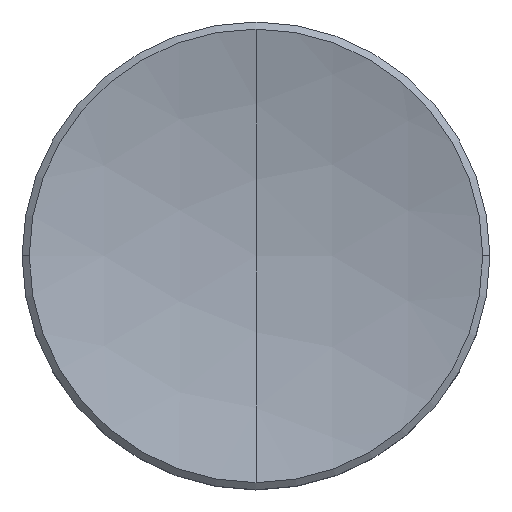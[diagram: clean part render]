
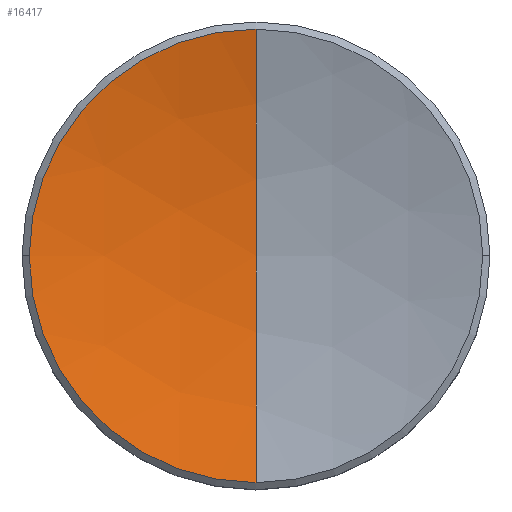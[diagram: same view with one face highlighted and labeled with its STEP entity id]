
A CAD part, top view. The second image highlights one B-rep face of the part: STEP entity #16417.
In plain terms, the highlighted spherical face has radius 24 mm.
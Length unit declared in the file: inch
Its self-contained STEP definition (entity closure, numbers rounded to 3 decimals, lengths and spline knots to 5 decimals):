
#3473 = DIRECTION ( 'NONE',  ( 0., 1., 0. ) ) ;
#3474 = SPHERICAL_SURFACE ( 'NONE', #3539, 0.94488 ) ;
#3495 = DIRECTION ( 'NONE',  ( 1., 0., 0. ) ) ;
#3496 = CARTESIAN_POINT ( 'NONE',  ( 0., 0., 1.00394 ) ) ;
#3539 = AXIS2_PLACEMENT_3D ( 'NONE', #3496, #3495, #3473 ) ;
#3603 = DIRECTION ( 'NONE',  ( 1., 0., 0. ) ) ;
#3604 = DIRECTION ( 'NONE',  ( 0., 0., 1. ) ) ;
#3637 = AXIS2_PLACEMENT_3D ( 'NONE', #3676, #3604, #3603 ) ;
#3676 = CARTESIAN_POINT ( 'NONE',  ( 0., 0., 0.09067 ) ) ;
#3727 = CIRCLE ( 'NONE', #3637, 0.24237 ) ;
#4705 = DIRECTION ( 'NONE',  ( 0., 0., 1. ) ) ;
#4707 = DIRECTION ( 'NONE',  ( -1., 0., 0. ) ) ;
#4709 = AXIS2_PLACEMENT_3D ( 'NONE', #4797, #4707, #4705 ) ;
#4711 = CIRCLE ( 'NONE', #4709, 0.94488 ) ;
#4717 = DIRECTION ( 'NONE',  ( 0., 1., 0. ) ) ;
#4777 = CIRCLE ( 'NONE', #4796, 0.94488 ) ;
#4794 = DIRECTION ( 'NONE',  ( 1., 0., 0. ) ) ;
#4795 = CARTESIAN_POINT ( 'NONE',  ( 0., 0., 1.00394 ) ) ;
#4796 = AXIS2_PLACEMENT_3D ( 'NONE', #4795, #4794, #4717 ) ;
#4797 = CARTESIAN_POINT ( 'NONE',  ( 0., 0., 1.00394 ) ) ;
#5009 = CARTESIAN_POINT ( 'NONE',  ( 0., 0., 0.05906 ) ) ;
#5029 = FACE_OUTER_BOUND ( 'NONE', #16394, .T. ) ;
#7426 = CARTESIAN_POINT ( 'NONE',  ( 0., -0.24237, 0.09067 ) ) ;
#7765 = CARTESIAN_POINT ( 'NONE',  ( 0., 0.24237, 0.09067 ) ) ;
#16254 = ORIENTED_EDGE ( 'NONE', *, *, #16370, .T. ) ;
#16257 = VERTEX_POINT ( 'NONE', #20639 ) ;
#16258 = EDGE_CURVE ( 'NONE', #18800, #16257, #20638, .T. ) ;
#16264 = VERTEX_POINT ( 'NONE', #7426 ) ;
#16304 = EDGE_CURVE ( 'NONE', #16264, #16392, #4777, .T. ) ;
#16306 = ORIENTED_EDGE ( 'NONE', *, *, #16307, .F. ) ;
#16307 = EDGE_CURVE ( 'NONE', #18800, #16392, #4711, .T. ) ;
#16329 = ORIENTED_EDGE ( 'NONE', *, *, #16304, .T. ) ;
#16334 = ORIENTED_EDGE ( 'NONE', *, *, #16258, .T. ) ;
#16370 = EDGE_CURVE ( 'NONE', #16257, #16264, #3727, .T. ) ;
#16392 = VERTEX_POINT ( 'NONE', #5009 ) ;
#16394 = EDGE_LOOP ( 'NONE', ( #16334, #16254, #16329, #16306 ) ) ;
#16417 = ADVANCED_FACE ( 'NONE', ( #5029 ), #3474, .F. ) ;
#18800 = VERTEX_POINT ( 'NONE', #7765 ) ;
#20215 = DIRECTION ( 'NONE',  ( 1., 0., 0. ) ) ;
#20635 = DIRECTION ( 'NONE',  ( 0., 0., 1. ) ) ;
#20636 = CARTESIAN_POINT ( 'NONE',  ( 0., 0., 0.09067 ) ) ;
#20637 = AXIS2_PLACEMENT_3D ( 'NONE', #20636, #20635, #20215 ) ;
#20638 = CIRCLE ( 'NONE', #20637, 0.24237 ) ;
#20639 = CARTESIAN_POINT ( 'NONE',  ( -0.24237, 0., 0.09067 ) ) ;
